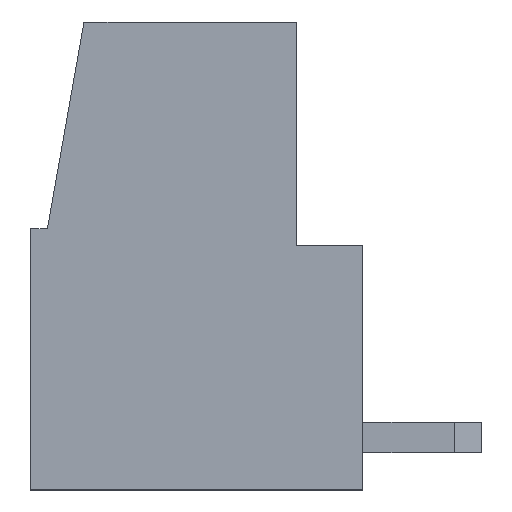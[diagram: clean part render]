
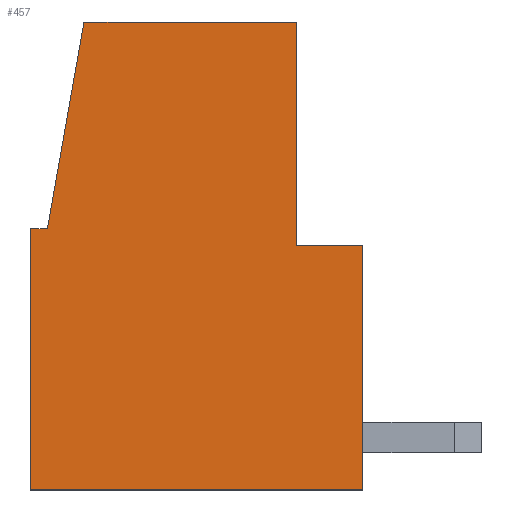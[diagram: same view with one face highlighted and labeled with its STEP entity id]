
A CAD part, left-side view. The second image highlights one B-rep face of the part: STEP entity #457.
In plain terms, the highlighted planar face has unit normal (-1, 0, 0).
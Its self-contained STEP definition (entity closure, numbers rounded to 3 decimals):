
#457 = ADVANCED_FACE( 'F0', ( #973 ), #974, .T. );
#973 = FACE_OUTER_BOUND( '', #1561, .T. );
#974 = PLANE( '', #1562 );
#1561 = EDGE_LOOP( '', ( #2758, #2759, #2760, #2761, #2762, #2763, #2764, #2765 ) );
#1562 = AXIS2_PLACEMENT_3D( '', #2766, #2767, #2768 );
#2758 = ORIENTED_EDGE( '', *, *, #4099, .T. );
#2759 = ORIENTED_EDGE( '', *, *, #3819, .T. );
#2760 = ORIENTED_EDGE( '', *, *, #4100, .T. );
#2761 = ORIENTED_EDGE( '', *, *, #3887, .T. );
#2762 = ORIENTED_EDGE( '', *, *, #3929, .T. );
#2763 = ORIENTED_EDGE( '', *, *, #4101, .T. );
#2764 = ORIENTED_EDGE( '', *, *, #4102, .T. );
#2765 = ORIENTED_EDGE( '', *, *, #3732, .T. );
#2766 = CARTESIAN_POINT( '', ( -2.5, 0., 0. ) );
#2767 = DIRECTION( '', ( -1., 0., 0. ) );
#2768 = DIRECTION( '', ( 0., 1., 0. ) );
#3732 = EDGE_CURVE( '', #4518, #4516, #4519, .T. );
#3819 = EDGE_CURVE( '', #4667, #4665, #4668, .T. );
#3887 = EDGE_CURVE( '', #4783, #4781, #4784, .T. );
#3929 = EDGE_CURVE( '', #4781, #4842, #4844, .T. );
#4099 = EDGE_CURVE( '', #4516, #4667, #5085, .T. );
#4100 = EDGE_CURVE( '', #4665, #4783, #5086, .T. );
#4101 = EDGE_CURVE( '', #4842, #5087, #5088, .T. );
#4102 = EDGE_CURVE( '', #5087, #4518, #5089, .T. );
#4516 = VERTEX_POINT( '', #5629 );
#4518 = VERTEX_POINT( '', #5632 );
#4519 = LINE( '', #5633, #5634 );
#4665 = VERTEX_POINT( '', #5844 );
#4667 = VERTEX_POINT( '', #5847 );
#4668 = LINE( '', #5848, #5849 );
#4781 = VERTEX_POINT( '', #6013 );
#4783 = VERTEX_POINT( '', #6016 );
#4784 = LINE( '', #6017, #6018 );
#4842 = VERTEX_POINT( '', #6106 );
#4844 = LINE( '', #6109, #6110 );
#5085 = LINE( '', #6475, #6476 );
#5086 = LINE( '', #6477, #6478 );
#5087 = VERTEX_POINT( '', #6479 );
#5088 = LINE( '', #6480, #6481 );
#5089 = LINE( '', #6482, #6483 );
#5629 = CARTESIAN_POINT( '', ( -2.5, -1.576, 13.8 ) );
#5632 = CARTESIAN_POINT( '', ( -2.5, -7.85, 13.8 ) );
#5633 = CARTESIAN_POINT( '', ( -2.5, 0., 13.8 ) );
#5634 = VECTOR( '', #6943, 1000. );
#5844 = CARTESIAN_POINT( '', ( -2.5, 0., 7.7 ) );
#5847 = CARTESIAN_POINT( '', ( -2.5, -0.5, 7.7 ) );
#5848 = CARTESIAN_POINT( '', ( -2.5, -21.3, 7.7 ) );
#5849 = VECTOR( '', #7024, 1000. );
#6013 = CARTESIAN_POINT( '', ( -2.5, -9.8, 0. ) );
#6016 = CARTESIAN_POINT( '', ( -2.5, 0., 0. ) );
#6017 = CARTESIAN_POINT( '', ( -2.5, 0., 0. ) );
#6018 = VECTOR( '', #7092, 1000. );
#6106 = CARTESIAN_POINT( '', ( -2.5, -9.8, 7.2 ) );
#6109 = CARTESIAN_POINT( '', ( -2.5, -9.8, -3.05 ) );
#6110 = VECTOR( '', #7124, 1000. );
#6475 = CARTESIAN_POINT( '', ( -2.5, 1.396, -3.05 ) );
#6476 = VECTOR( '', #7264, 1000. );
#6477 = CARTESIAN_POINT( '', ( -2.5, 0., -3.05 ) );
#6478 = VECTOR( '', #7265, 1000. );
#6479 = CARTESIAN_POINT( '', ( -2.5, -7.85, 7.2 ) );
#6480 = CARTESIAN_POINT( '', ( -2.5, -21.3, 7.2 ) );
#6481 = VECTOR( '', #7266, 1000. );
#6482 = CARTESIAN_POINT( '', ( -2.5, -7.85, -3.05 ) );
#6483 = VECTOR( '', #7267, 1000. );
#6943 = DIRECTION( '', ( 0., 1., 0. ) );
#7024 = DIRECTION( '', ( 0., 1., 0. ) );
#7092 = DIRECTION( '', ( 0., -1., 0. ) );
#7124 = DIRECTION( '', ( 0., 0., 1. ) );
#7264 = DIRECTION( '', ( 0., 0.174, -0.985 ) );
#7265 = DIRECTION( '', ( 0., 0., -1. ) );
#7266 = DIRECTION( '', ( 0., 1., 0. ) );
#7267 = DIRECTION( '', ( 0., 0., 1. ) );
